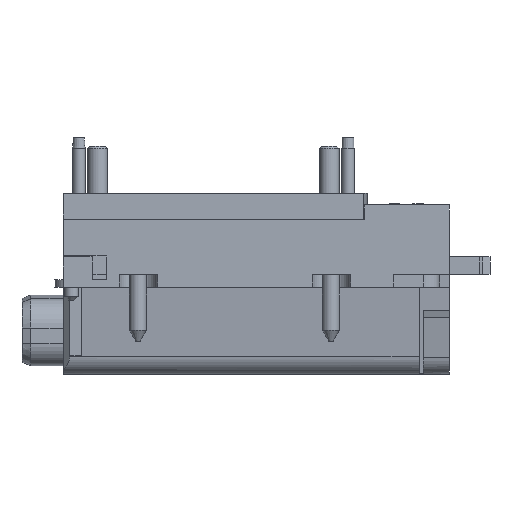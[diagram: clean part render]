
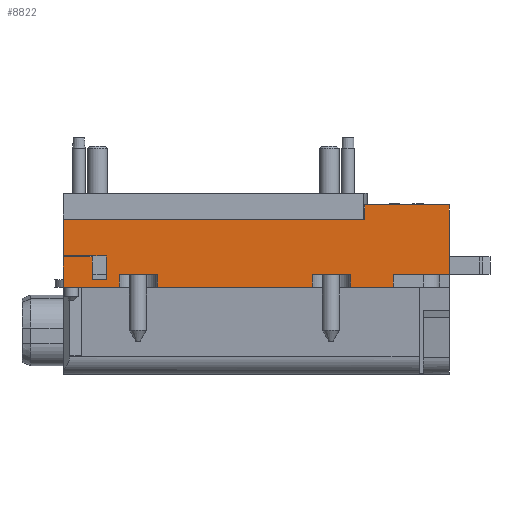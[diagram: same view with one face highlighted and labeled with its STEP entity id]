
A CAD part, front view. The second image highlights one B-rep face of the part: STEP entity #8822.
In plain terms, the highlighted planar face has unit normal (0, -1, 0).
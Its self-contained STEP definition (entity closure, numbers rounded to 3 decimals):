
#8822=ADVANCED_FACE('',(#11914),#10538,.F.);
#10538=PLANE('',#38952);
#11914=FACE_OUTER_BOUND('',#13427,.T.);
#13427=EDGE_LOOP('',(#15778,#15779,#15780,#15781,#15782,#15783,#15784,#15785,
#15786,#15787,#15788,#15789,#15790,#15791,#15792,#15793,#15794,#15795,#15796,
#15797,#15798,#15799));
#15778=ORIENTED_EDGE('',*,*,#26627,.F.);
#15779=ORIENTED_EDGE('',*,*,#26628,.F.);
#15780=ORIENTED_EDGE('',*,*,#26629,.F.);
#15781=ORIENTED_EDGE('',*,*,#26606,.T.);
#15782=ORIENTED_EDGE('',*,*,#26630,.F.);
#15783=ORIENTED_EDGE('',*,*,#26631,.F.);
#15784=ORIENTED_EDGE('',*,*,#26632,.F.);
#15785=ORIENTED_EDGE('',*,*,#26625,.T.);
#15786=ORIENTED_EDGE('',*,*,#26633,.T.);
#15787=ORIENTED_EDGE('',*,*,#26634,.F.);
#15788=ORIENTED_EDGE('',*,*,#26635,.F.);
#15789=ORIENTED_EDGE('',*,*,#26636,.T.);
#15790=ORIENTED_EDGE('',*,*,#26637,.F.);
#15791=ORIENTED_EDGE('',*,*,#26638,.F.);
#15792=ORIENTED_EDGE('',*,*,#26639,.T.);
#15793=ORIENTED_EDGE('',*,*,#26640,.T.);
#15794=ORIENTED_EDGE('',*,*,#26641,.T.);
#15795=ORIENTED_EDGE('',*,*,#26642,.T.);
#15796=ORIENTED_EDGE('',*,*,#26643,.F.);
#15797=ORIENTED_EDGE('',*,*,#26644,.F.);
#15798=ORIENTED_EDGE('',*,*,#26645,.F.);
#15799=ORIENTED_EDGE('',*,*,#26610,.T.);
#23873=VERTEX_POINT('',#48087);
#23874=VERTEX_POINT('',#48089);
#23877=VERTEX_POINT('',#48095);
#23878=VERTEX_POINT('',#48097);
#23892=VERTEX_POINT('',#48125);
#23893=VERTEX_POINT('',#48127);
#23894=VERTEX_POINT('',#48131);
#23895=VERTEX_POINT('',#48133);
#23896=VERTEX_POINT('',#48136);
#23897=VERTEX_POINT('',#48138);
#23898=VERTEX_POINT('',#48141);
#23899=VERTEX_POINT('',#48143);
#23900=VERTEX_POINT('',#48145);
#23901=VERTEX_POINT('',#48147);
#23902=VERTEX_POINT('',#48149);
#23903=VERTEX_POINT('',#48151);
#23904=VERTEX_POINT('',#48153);
#23905=VERTEX_POINT('',#48155);
#23906=VERTEX_POINT('',#48157);
#23907=VERTEX_POINT('',#48159);
#23908=VERTEX_POINT('',#48161);
#23909=VERTEX_POINT('',#48163);
#26606=EDGE_CURVE('',#23874,#23873,#30653,.T.);
#26610=EDGE_CURVE('',#23878,#23877,#30656,.T.);
#26625=EDGE_CURVE('',#23893,#23892,#30669,.T.);
#26627=EDGE_CURVE('',#23894,#23877,#30671,.T.);
#26628=EDGE_CURVE('',#23895,#23894,#30672,.T.);
#26629=EDGE_CURVE('',#23874,#23895,#30673,.T.);
#26630=EDGE_CURVE('',#23896,#23873,#30674,.T.);
#26631=EDGE_CURVE('',#23897,#23896,#30675,.T.);
#26632=EDGE_CURVE('',#23893,#23897,#30676,.T.);
#26633=EDGE_CURVE('',#23892,#23898,#30677,.T.);
#26634=EDGE_CURVE('',#23899,#23898,#30678,.T.);
#26635=EDGE_CURVE('',#23900,#23899,#30679,.T.);
#26636=EDGE_CURVE('',#23900,#23901,#30680,.T.);
#26637=EDGE_CURVE('',#23902,#23901,#30681,.T.);
#26638=EDGE_CURVE('',#23903,#23902,#30682,.T.);
#26639=EDGE_CURVE('',#23903,#23904,#30683,.T.);
#26640=EDGE_CURVE('',#23904,#23905,#30684,.T.);
#26641=EDGE_CURVE('',#23905,#23906,#30685,.T.);
#26642=EDGE_CURVE('',#23906,#23907,#30686,.T.);
#26643=EDGE_CURVE('',#23908,#23907,#30687,.T.);
#26644=EDGE_CURVE('',#23909,#23908,#30688,.T.);
#26645=EDGE_CURVE('',#23878,#23909,#30689,.T.);
#30653=LINE('',#48088,#34039);
#30656=LINE('',#48096,#34042);
#30669=LINE('',#48126,#34055);
#30671=LINE('',#48130,#34057);
#30672=LINE('',#48132,#34058);
#30673=LINE('',#48134,#34059);
#30674=LINE('',#48135,#34060);
#30675=LINE('',#48137,#34061);
#30676=LINE('',#48139,#34062);
#30677=LINE('',#48140,#34063);
#30678=LINE('',#48142,#34064);
#30679=LINE('',#48144,#34065);
#30680=LINE('',#48146,#34066);
#30681=LINE('',#48148,#34067);
#30682=LINE('',#48150,#34068);
#30683=LINE('',#48152,#34069);
#30684=LINE('',#48154,#34070);
#30685=LINE('',#48156,#34071);
#30686=LINE('',#48158,#34072);
#30687=LINE('',#48160,#34073);
#30688=LINE('',#48162,#34074);
#30689=LINE('',#48164,#34075);
#34039=VECTOR('',#40829,1.);
#34042=VECTOR('',#40834,1.);
#34055=VECTOR('',#40851,1.);
#34057=VECTOR('',#40855,1.);
#34058=VECTOR('',#40856,1.);
#34059=VECTOR('',#40857,1.);
#34060=VECTOR('',#40858,1.);
#34061=VECTOR('',#40859,1.);
#34062=VECTOR('',#40860,1.);
#34063=VECTOR('',#40861,1.);
#34064=VECTOR('',#40862,1.);
#34065=VECTOR('',#40863,1.);
#34066=VECTOR('',#40864,1.);
#34067=VECTOR('',#40865,1.);
#34068=VECTOR('',#40866,1.);
#34069=VECTOR('',#40867,1.);
#34070=VECTOR('',#40868,1.);
#34071=VECTOR('',#40869,1.);
#34072=VECTOR('',#40870,1.);
#34073=VECTOR('',#40871,1.);
#34074=VECTOR('',#40872,1.);
#34075=VECTOR('',#40873,1.);
#38952=AXIS2_PLACEMENT_3D('',#48165,#40874,#40875);
#40829=DIRECTION('',(1.,0.,0.));
#40834=DIRECTION('',(1.,0.,0.));
#40851=DIRECTION('',(1.,0.,0.));
#40855=DIRECTION('',(0.,0.,-1.));
#40856=DIRECTION('',(-1.,0.,0.));
#40857=DIRECTION('',(0.,0.,1.));
#40858=DIRECTION('',(0.,0.,-1.));
#40859=DIRECTION('',(-1.,0.,0.));
#40860=DIRECTION('',(0.,0.,1.));
#40861=DIRECTION('',(0.,0.,1.));
#40862=DIRECTION('',(-1.,0.,0.));
#40863=DIRECTION('',(0.,0.,-1.));
#40864=DIRECTION('',(-1.,0.,0.));
#40865=DIRECTION('',(0.,0.,1.));
#40866=DIRECTION('',(1.,0.,0.));
#40867=DIRECTION('',(0.,0.,-1.));
#40868=DIRECTION('',(1.,0.,0.));
#40869=DIRECTION('',(0.,0.,-1.));
#40870=DIRECTION('',(-1.,0.,0.));
#40871=DIRECTION('',(0.,0.,-1.));
#40872=DIRECTION('',(1.,0.,0.));
#40873=DIRECTION('',(0.,0.,1.));
#40874=DIRECTION('',(0.,1.,0.));
#40875=DIRECTION('',(1.,0.,0.));
#48087=CARTESIAN_POINT('',(13.,-65.,-3.));
#48088=CARTESIAN_POINT('',(-54.,-65.,-3.));
#48089=CARTESIAN_POINT('',(-23.,-65.,-3.));
#48095=CARTESIAN_POINT('',(-32.,-65.,-3.));
#48096=CARTESIAN_POINT('',(-54.,-65.,-3.));
#48097=CARTESIAN_POINT('',(-45.,-65.,-3.));
#48125=CARTESIAN_POINT('',(31.95,-65.,-3.));
#48126=CARTESIAN_POINT('',(-54.,-65.,-3.));
#48127=CARTESIAN_POINT('',(22.,-65.,-3.));
#48130=CARTESIAN_POINT('',(-32.,-65.,-23.3));
#48131=CARTESIAN_POINT('',(-32.,-65.,0.));
#48132=CARTESIAN_POINT('',(45.,-65.,0.));
#48133=CARTESIAN_POINT('',(-23.,-65.,0.));
#48134=CARTESIAN_POINT('',(-23.,-65.,-23.3));
#48135=CARTESIAN_POINT('',(13.,-65.,-23.3));
#48136=CARTESIAN_POINT('',(13.,-65.,0.));
#48137=CARTESIAN_POINT('',(45.,-65.,0.));
#48138=CARTESIAN_POINT('',(22.,-65.,0.));
#48139=CARTESIAN_POINT('',(22.,-65.,-23.3));
#48140=CARTESIAN_POINT('',(31.95,-65.,-23.3));
#48141=CARTESIAN_POINT('',(31.95,-65.,0.));
#48142=CARTESIAN_POINT('',(45.,-65.,0.));
#48143=CARTESIAN_POINT('',(45.,-65.,0.));
#48144=CARTESIAN_POINT('',(45.,-65.,16.2));
#48145=CARTESIAN_POINT('',(45.,-65.,16.2));
#48146=CARTESIAN_POINT('',(45.,-65.,16.2));
#48147=CARTESIAN_POINT('',(25.3,-65.,16.2));
#48148=CARTESIAN_POINT('',(25.3,-65.,12.9));
#48149=CARTESIAN_POINT('',(25.3,-65.,12.9));
#48150=CARTESIAN_POINT('',(-45.,-65.,12.9));
#48151=CARTESIAN_POINT('',(-45.,-65.,12.9));
#48152=CARTESIAN_POINT('',(-45.,-65.,16.2));
#48153=CARTESIAN_POINT('',(-45.,-65.,4.3));
#48154=CARTESIAN_POINT('',(-45.,-65.,4.3));
#48155=CARTESIAN_POINT('',(-35.,-65.,4.3));
#48156=CARTESIAN_POINT('',(-35.,-65.,-23.3));
#48157=CARTESIAN_POINT('',(-35.,-65.,-1.2));
#48158=CARTESIAN_POINT('',(45.,-65.,-1.2));
#48159=CARTESIAN_POINT('',(-38.3,-65.,-1.2));
#48160=CARTESIAN_POINT('',(-38.3,-65.,4.1));
#48161=CARTESIAN_POINT('',(-38.3,-65.,4.1));
#48162=CARTESIAN_POINT('',(-45.,-65.,4.1));
#48163=CARTESIAN_POINT('',(-45.,-65.,4.1));
#48164=CARTESIAN_POINT('',(-45.,-65.,-23.3));
#48165=CARTESIAN_POINT('',(45.,-65.,-23.3));
